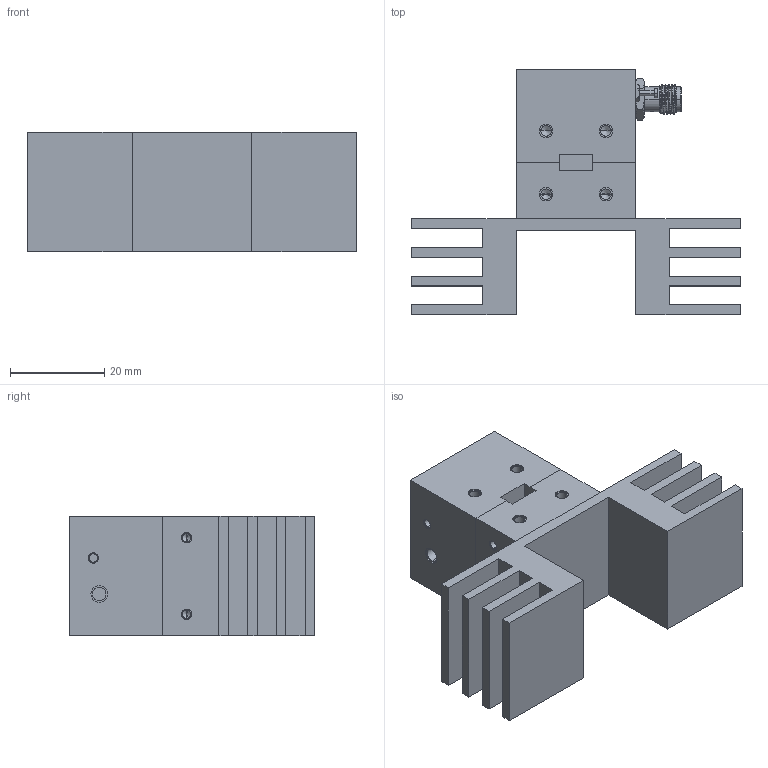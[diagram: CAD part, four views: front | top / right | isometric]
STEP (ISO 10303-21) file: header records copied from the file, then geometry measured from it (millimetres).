
FILE_DESCRIPTION (( 'STEP AP214' ), '1' );
FILE_NAME ('FMWGN1010.step', '2021-06-08T21:10:39', ( '' ), ( '' ), 'SwSTEP 2.0', 'SolidWorks 2020', '' );
FILE_SCHEMA (( 'AUTOMOTIVE_DESIGN' ));
Length unit declared in the file: inch
Products named in the file (1): FMWGN1010
Bounding box: 69.85 x 52.07 x 25.4 mm (x, y, z)
Volume: 35158.1 mm3; surface area: 16195.2 mm2
Topology: 6 solids, 6 shells, 413 faces, 1053 edges, 676 vertices
Faces by surface type: plane 180, cylinder 126, cone 90, bspline 15, torus 2
Entity records: 17031 total; most frequent: CARTESIAN_POINT 7592, ORIENTED_EDGE 2066, DIRECTION 1781, EDGE_CURVE 1033, VERTEX_POINT 676, AXIS2_PLACEMENT_3D 656, LINE 469, VECTOR 469
